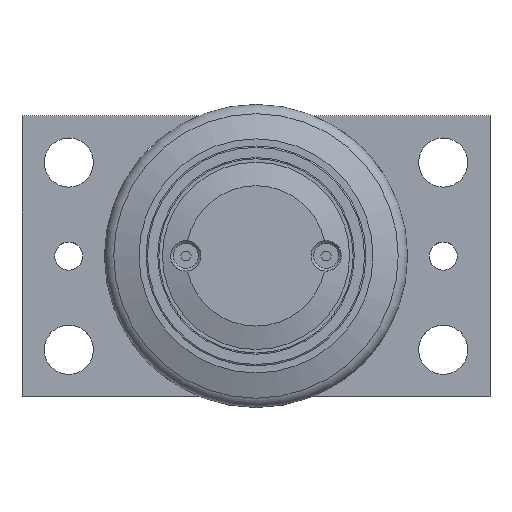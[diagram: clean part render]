
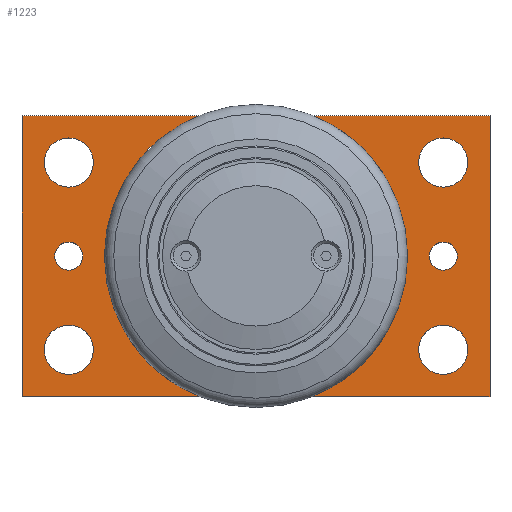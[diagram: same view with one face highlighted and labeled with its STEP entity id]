
A CAD part, top view. The second image highlights one B-rep face of the part: STEP entity #1223.
In plain terms, the highlighted planar face has unit normal (0, 0, 1).
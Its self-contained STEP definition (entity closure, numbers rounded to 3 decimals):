
#39=FACE_BOUND('',#223,.T.);
#40=FACE_BOUND('',#224,.T.);
#41=FACE_BOUND('',#225,.T.);
#42=FACE_BOUND('',#226,.T.);
#43=FACE_BOUND('',#227,.T.);
#44=FACE_BOUND('',#228,.T.);
#45=FACE_BOUND('',#229,.T.);
#46=FACE_BOUND('',#230,.T.);
#47=FACE_BOUND('',#231,.T.);
#48=FACE_BOUND('',#232,.T.);
#49=FACE_BOUND('',#233,.T.);
#74=PLANE('',#1398);
#137=FACE_OUTER_BOUND('',#222,.T.);
#222=EDGE_LOOP('',(#1044,#1045,#1046,#1047));
#223=EDGE_LOOP('',(#1048));
#224=EDGE_LOOP('',(#1049,#1050));
#225=EDGE_LOOP('',(#1051,#1052));
#226=EDGE_LOOP('',(#1053,#1054));
#227=EDGE_LOOP('',(#1055,#1056));
#228=EDGE_LOOP('',(#1057));
#229=EDGE_LOOP('',(#1058));
#230=EDGE_LOOP('',(#1059));
#231=EDGE_LOOP('',(#1060));
#232=EDGE_LOOP('',(#1061));
#233=EDGE_LOOP('',(#1062));
#285=LINE('',#2135,#362);
#289=LINE('',#2143,#366);
#292=LINE('',#2149,#369);
#295=LINE('',#2154,#372);
#362=VECTOR('',#1710,10.);
#366=VECTOR('',#1716,10.);
#369=VECTOR('',#1721,10.);
#372=VECTOR('',#1726,10.);
#476=CIRCLE('',#1355,20.5);
#478=CIRCLE('',#1359,4.188);
#479=CIRCLE('',#1360,4.188);
#481=CIRCLE('',#1363,4.188);
#482=CIRCLE('',#1364,4.188);
#484=CIRCLE('',#1367,4.188);
#485=CIRCLE('',#1368,4.188);
#487=CIRCLE('',#1371,4.188);
#488=CIRCLE('',#1372,4.188);
#490=CIRCLE('',#1375,5.25);
#492=CIRCLE('',#1378,5.25);
#494=CIRCLE('',#1381,5.25);
#496=CIRCLE('',#1384,5.25);
#498=CIRCLE('',#1387,3.);
#500=CIRCLE('',#1390,3.);
#567=VERTEX_POINT('',#2058);
#569=VERTEX_POINT('',#2065);
#570=VERTEX_POINT('',#2066);
#572=VERTEX_POINT('',#2073);
#573=VERTEX_POINT('',#2074);
#575=VERTEX_POINT('',#2081);
#576=VERTEX_POINT('',#2082);
#578=VERTEX_POINT('',#2089);
#579=VERTEX_POINT('',#2090);
#581=VERTEX_POINT('',#2097);
#583=VERTEX_POINT('',#2103);
#585=VERTEX_POINT('',#2109);
#587=VERTEX_POINT('',#2115);
#589=VERTEX_POINT('',#2121);
#591=VERTEX_POINT('',#2127);
#593=VERTEX_POINT('',#2133);
#594=VERTEX_POINT('',#2134);
#597=VERTEX_POINT('',#2142);
#599=VERTEX_POINT('',#2148);
#713=EDGE_CURVE('',#567,#567,#476,.T.);
#715=EDGE_CURVE('',#569,#570,#478,.T.);
#716=EDGE_CURVE('',#570,#569,#479,.T.);
#719=EDGE_CURVE('',#572,#573,#481,.T.);
#720=EDGE_CURVE('',#573,#572,#482,.T.);
#723=EDGE_CURVE('',#575,#576,#484,.T.);
#724=EDGE_CURVE('',#576,#575,#485,.T.);
#727=EDGE_CURVE('',#578,#579,#487,.T.);
#728=EDGE_CURVE('',#579,#578,#488,.T.);
#731=EDGE_CURVE('',#581,#581,#490,.T.);
#734=EDGE_CURVE('',#583,#583,#492,.T.);
#737=EDGE_CURVE('',#585,#585,#494,.T.);
#740=EDGE_CURVE('',#587,#587,#496,.T.);
#743=EDGE_CURVE('',#589,#589,#498,.T.);
#746=EDGE_CURVE('',#591,#591,#500,.T.);
#749=EDGE_CURVE('',#593,#594,#285,.T.);
#753=EDGE_CURVE('',#594,#597,#289,.T.);
#756=EDGE_CURVE('',#597,#599,#292,.T.);
#759=EDGE_CURVE('',#599,#593,#295,.T.);
#1044=ORIENTED_EDGE('',*,*,#749,.F.);
#1045=ORIENTED_EDGE('',*,*,#759,.F.);
#1046=ORIENTED_EDGE('',*,*,#756,.F.);
#1047=ORIENTED_EDGE('',*,*,#753,.F.);
#1048=ORIENTED_EDGE('',*,*,#713,.T.);
#1049=ORIENTED_EDGE('',*,*,#715,.T.);
#1050=ORIENTED_EDGE('',*,*,#716,.T.);
#1051=ORIENTED_EDGE('',*,*,#719,.T.);
#1052=ORIENTED_EDGE('',*,*,#720,.T.);
#1053=ORIENTED_EDGE('',*,*,#723,.T.);
#1054=ORIENTED_EDGE('',*,*,#724,.T.);
#1055=ORIENTED_EDGE('',*,*,#727,.T.);
#1056=ORIENTED_EDGE('',*,*,#728,.T.);
#1057=ORIENTED_EDGE('',*,*,#731,.T.);
#1058=ORIENTED_EDGE('',*,*,#734,.T.);
#1059=ORIENTED_EDGE('',*,*,#737,.T.);
#1060=ORIENTED_EDGE('',*,*,#740,.T.);
#1061=ORIENTED_EDGE('',*,*,#743,.T.);
#1062=ORIENTED_EDGE('',*,*,#746,.T.);
#1223=ADVANCED_FACE('',(#137,#39,#40,#41,#42,#43,#44,#45,#46,#47,#48,#49),
#74,.T.);
#1355=AXIS2_PLACEMENT_3D('',#2060,#1624,#1625);
#1359=AXIS2_PLACEMENT_3D('',#2067,#1632,#1633);
#1360=AXIS2_PLACEMENT_3D('',#2068,#1634,#1635);
#1363=AXIS2_PLACEMENT_3D('',#2075,#1641,#1642);
#1364=AXIS2_PLACEMENT_3D('',#2076,#1643,#1644);
#1367=AXIS2_PLACEMENT_3D('',#2083,#1650,#1651);
#1368=AXIS2_PLACEMENT_3D('',#2084,#1652,#1653);
#1371=AXIS2_PLACEMENT_3D('',#2091,#1659,#1660);
#1372=AXIS2_PLACEMENT_3D('',#2092,#1661,#1662);
#1375=AXIS2_PLACEMENT_3D('',#2098,#1668,#1669);
#1378=AXIS2_PLACEMENT_3D('',#2104,#1675,#1676);
#1381=AXIS2_PLACEMENT_3D('',#2110,#1682,#1683);
#1384=AXIS2_PLACEMENT_3D('',#2116,#1689,#1690);
#1387=AXIS2_PLACEMENT_3D('',#2122,#1696,#1697);
#1390=AXIS2_PLACEMENT_3D('',#2128,#1703,#1704);
#1398=AXIS2_PLACEMENT_3D('',#2159,#1732,#1733);
#1624=DIRECTION('center_axis',(0.,0.,-1.));
#1625=DIRECTION('ref_axis',(-1.,0.,0.));
#1632=DIRECTION('center_axis',(0.,0.,-1.));
#1633=DIRECTION('ref_axis',(1.,0.,0.));
#1634=DIRECTION('center_axis',(0.,0.,-1.));
#1635=DIRECTION('ref_axis',(1.,0.,0.));
#1641=DIRECTION('center_axis',(0.,0.,-1.));
#1642=DIRECTION('ref_axis',(1.,0.,0.));
#1643=DIRECTION('center_axis',(0.,0.,-1.));
#1644=DIRECTION('ref_axis',(1.,0.,0.));
#1650=DIRECTION('center_axis',(0.,0.,-1.));
#1651=DIRECTION('ref_axis',(1.,0.,0.));
#1652=DIRECTION('center_axis',(0.,0.,-1.));
#1653=DIRECTION('ref_axis',(1.,0.,0.));
#1659=DIRECTION('center_axis',(0.,0.,-1.));
#1660=DIRECTION('ref_axis',(1.,0.,0.));
#1661=DIRECTION('center_axis',(0.,0.,-1.));
#1662=DIRECTION('ref_axis',(1.,0.,0.));
#1668=DIRECTION('center_axis',(0.,0.,-1.));
#1669=DIRECTION('ref_axis',(-1.,0.,0.));
#1675=DIRECTION('center_axis',(0.,0.,-1.));
#1676=DIRECTION('ref_axis',(-1.,0.,0.));
#1682=DIRECTION('center_axis',(0.,0.,-1.));
#1683=DIRECTION('ref_axis',(-1.,0.,0.));
#1689=DIRECTION('center_axis',(0.,0.,-1.));
#1690=DIRECTION('ref_axis',(-1.,0.,0.));
#1696=DIRECTION('center_axis',(0.,0.,-1.));
#1697=DIRECTION('ref_axis',(-1.,0.,0.));
#1703=DIRECTION('center_axis',(0.,0.,-1.));
#1704=DIRECTION('ref_axis',(-1.,0.,0.));
#1710=DIRECTION('',(0.,1.,0.));
#1716=DIRECTION('',(1.,0.,0.));
#1721=DIRECTION('',(0.,-1.,0.));
#1726=DIRECTION('',(-1.,0.,0.));
#1732=DIRECTION('center_axis',(0.,0.,1.));
#1733=DIRECTION('ref_axis',(1.,0.,0.));
#2058=CARTESIAN_POINT('',(70.5,30.,10.));
#2060=CARTESIAN_POINT('Origin',(50.,30.,10.));
#2065=CARTESIAN_POINT('',(34.188,10.,10.));
#2066=CARTESIAN_POINT('',(25.812,10.,10.));
#2067=CARTESIAN_POINT('Origin',(30.,10.,10.));
#2068=CARTESIAN_POINT('Origin',(30.,10.,10.));
#2073=CARTESIAN_POINT('',(74.188,10.,10.));
#2074=CARTESIAN_POINT('',(65.812,10.,10.));
#2075=CARTESIAN_POINT('Origin',(70.,10.,10.));
#2076=CARTESIAN_POINT('Origin',(70.,10.,10.));
#2081=CARTESIAN_POINT('',(74.188,50.,10.));
#2082=CARTESIAN_POINT('',(65.812,50.,10.));
#2083=CARTESIAN_POINT('Origin',(70.,50.,10.));
#2084=CARTESIAN_POINT('Origin',(70.,50.,10.));
#2089=CARTESIAN_POINT('',(34.188,50.,10.));
#2090=CARTESIAN_POINT('',(25.812,50.,10.));
#2091=CARTESIAN_POINT('Origin',(30.,50.,10.));
#2092=CARTESIAN_POINT('Origin',(30.,50.,10.));
#2097=CARTESIAN_POINT('',(95.25,50.,10.));
#2098=CARTESIAN_POINT('Origin',(90.,50.,10.));
#2103=CARTESIAN_POINT('',(15.25,10.,10.));
#2104=CARTESIAN_POINT('Origin',(10.,10.,10.));
#2109=CARTESIAN_POINT('',(15.25,50.,10.));
#2110=CARTESIAN_POINT('Origin',(10.,50.,10.));
#2115=CARTESIAN_POINT('',(95.25,10.,10.));
#2116=CARTESIAN_POINT('Origin',(90.,10.,10.));
#2121=CARTESIAN_POINT('',(93.,30.,10.));
#2122=CARTESIAN_POINT('Origin',(90.,30.,10.));
#2127=CARTESIAN_POINT('',(13.,30.,10.));
#2128=CARTESIAN_POINT('Origin',(10.,30.,10.));
#2133=CARTESIAN_POINT('',(0.,0.,10.));
#2134=CARTESIAN_POINT('',(0.,60.,10.));
#2135=CARTESIAN_POINT('',(0.,60.,10.));
#2142=CARTESIAN_POINT('',(100.,60.,10.));
#2143=CARTESIAN_POINT('',(100.,60.,10.));
#2148=CARTESIAN_POINT('',(100.,0.,10.));
#2149=CARTESIAN_POINT('',(100.,0.,10.));
#2154=CARTESIAN_POINT('',(0.,0.,10.));
#2159=CARTESIAN_POINT('Origin',(50.,30.,10.));
